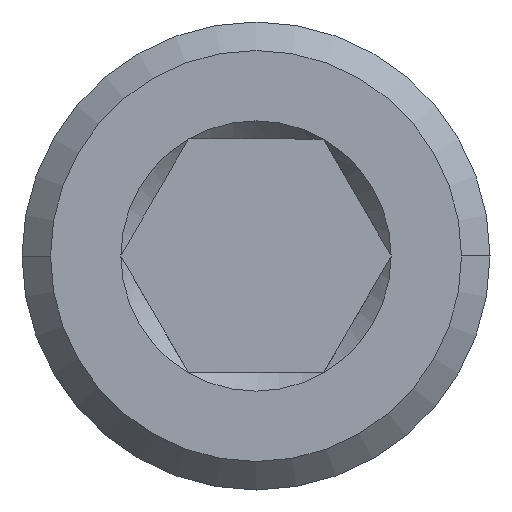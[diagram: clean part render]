
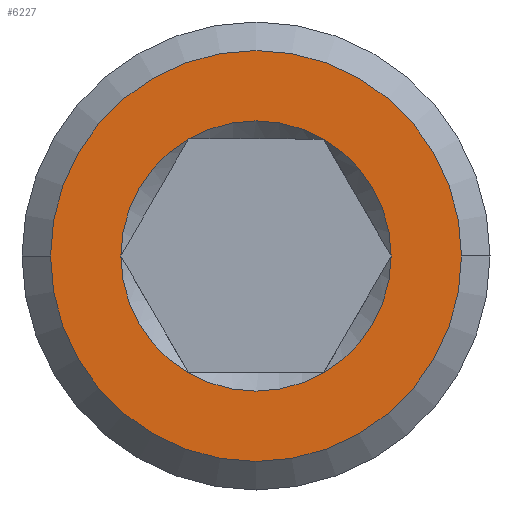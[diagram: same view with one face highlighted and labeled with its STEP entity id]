
A CAD part, left-side view. The second image highlights one B-rep face of the part: STEP entity #6227.
In plain terms, the highlighted planar face has unit normal (-1, 0, 0).
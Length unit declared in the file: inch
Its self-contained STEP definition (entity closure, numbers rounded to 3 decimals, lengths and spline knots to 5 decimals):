
#54 = CARTESIAN_POINT ( 'NONE',  ( -0.94, 0., 0. ) ) ;
#166 = FACE_OUTER_BOUND ( 'NONE', #7443, .T. ) ;
#189 = FACE_BOUND ( 'NONE', #7319, .T. ) ;
#194 = AXIS2_PLACEMENT_3D ( 'NONE', #6779, #6758, #6757 ) ;
#196 = AXIS2_PLACEMENT_3D ( 'NONE', #6666, #6620, #6619 ) ;
#197 = AXIS2_PLACEMENT_3D ( 'NONE', #6627, #6614, #6613 ) ;
#247 = AXIS2_PLACEMENT_3D ( 'NONE', #3659, #3747, #3580 ) ;
#447 = CARTESIAN_POINT ( 'NONE',  ( -0.94, 0.04503, -0.078 ) ) ;
#469 = CARTESIAN_POINT ( 'NONE',  ( -0.94, 0.09007, 0. ) ) ;
#470 = CARTESIAN_POINT ( 'NONE',  ( -0.94, -0.04503, 0.078 ) ) ;
#471 = CARTESIAN_POINT ( 'NONE',  ( -0.94, -0.04503, -0.078 ) ) ;
#473 = CARTESIAN_POINT ( 'NONE',  ( -0.94, -0.09007, 0. ) ) ;
#938 = AXIS2_PLACEMENT_3D ( 'NONE', #6091, #6170, #6160 ) ;
#3580 = DIRECTION ( 'NONE',  ( 0., -1., 0. ) ) ;
#3658 = PLANE ( 'NONE',  #247 ) ;
#3659 = CARTESIAN_POINT ( 'NONE',  ( -0.94, 0.137, 0. ) ) ;
#3747 = DIRECTION ( 'NONE',  ( -1., 0., 0. ) ) ;
#5161 = CARTESIAN_POINT ( 'NONE',  ( -0.94, 0., 0. ) ) ;
#5167 = DIRECTION ( 'NONE',  ( 0., -1., 0. ) ) ;
#5168 = DIRECTION ( 'NONE',  ( -1., 0., 0. ) ) ;
#5196 = VERTEX_POINT ( 'NONE', #8598 ) ;
#5203 = VERTEX_POINT ( 'NONE', #8602 ) ;
#5219 = VERTEX_POINT ( 'NONE', #8585 ) ;
#5312 = VERTEX_POINT ( 'NONE', #447 ) ;
#5364 = VERTEX_POINT ( 'NONE', #473 ) ;
#5366 = VERTEX_POINT ( 'NONE', #471 ) ;
#5367 = VERTEX_POINT ( 'NONE', #470 ) ;
#5368 = VERTEX_POINT ( 'NONE', #469 ) ;
#5399 = AXIS2_PLACEMENT_3D ( 'NONE', #54, #6106, #6105 ) ;
#5459 = EDGE_CURVE ( 'NONE', #5203, #5368, #7850, .T. ) ;
#5468 = EDGE_CURVE ( 'NONE', #5312, #5366, #7841, .T. ) ;
#5576 = EDGE_CURVE ( 'NONE', #5366, #5364, #7757, .T. ) ;
#5596 = EDGE_CURVE ( 'NONE', #5368, #5312, #7754, .T. ) ;
#5597 = EDGE_CURVE ( 'NONE', #5219, #5196, #7753, .T. ) ;
#5702 = EDGE_CURVE ( 'NONE', #5196, #5219, #7832, .T. ) ;
#5725 = EDGE_CURVE ( 'NONE', #5364, #5367, #7102, .T. ) ;
#5728 = EDGE_CURVE ( 'NONE', #5367, #5203, #7104, .T. ) ;
#6091 = CARTESIAN_POINT ( 'NONE',  ( -0.94, 0., 0. ) ) ;
#6105 = DIRECTION ( 'NONE',  ( 0., -1., 0. ) ) ;
#6106 = DIRECTION ( 'NONE',  ( -1., 0., 0. ) ) ;
#6160 = DIRECTION ( 'NONE',  ( 0., -1., 0. ) ) ;
#6170 = DIRECTION ( 'NONE',  ( -1., 0., 0. ) ) ;
#6227 = ADVANCED_FACE ( 'NONE', ( #189, #166 ), #3658, .T. ) ;
#6613 = DIRECTION ( 'NONE',  ( 0., -1., 0. ) ) ;
#6614 = DIRECTION ( 'NONE',  ( -1., 0., 0. ) ) ;
#6619 = DIRECTION ( 'NONE',  ( 0., -1., 0. ) ) ;
#6620 = DIRECTION ( 'NONE',  ( -1., 0., 0. ) ) ;
#6627 = CARTESIAN_POINT ( 'NONE',  ( -0.94, 0., 0. ) ) ;
#6666 = CARTESIAN_POINT ( 'NONE',  ( -0.94, 0., 0. ) ) ;
#6757 = DIRECTION ( 'NONE',  ( 0., 1., 0. ) ) ;
#6758 = DIRECTION ( 'NONE',  ( 1., 0., 0. ) ) ;
#6779 = CARTESIAN_POINT ( 'NONE',  ( -0.94, 0., 0. ) ) ;
#7102 = CIRCLE ( 'NONE', #196, 0.09007 ) ;
#7104 = CIRCLE ( 'NONE', #197, 0.09007 ) ;
#7163 = ORIENTED_EDGE ( 'NONE', *, *, #5576, .F. ) ;
#7165 = ORIENTED_EDGE ( 'NONE', *, *, #5468, .F. ) ;
#7184 = ORIENTED_EDGE ( 'NONE', *, *, #5596, .F. ) ;
#7251 = ORIENTED_EDGE ( 'NONE', *, *, #5725, .F. ) ;
#7319 = EDGE_LOOP ( 'NONE', ( #7251, #7163, #7165, #7184, #7469, #7477 ) ) ;
#7443 = EDGE_LOOP ( 'NONE', ( #7460, #7468 ) ) ;
#7460 = ORIENTED_EDGE ( 'NONE', *, *, #5702, .F. ) ;
#7468 = ORIENTED_EDGE ( 'NONE', *, *, #5597, .F. ) ;
#7469 = ORIENTED_EDGE ( 'NONE', *, *, #5459, .F. ) ;
#7477 = ORIENTED_EDGE ( 'NONE', *, *, #5728, .F. ) ;
#7742 = AXIS2_PLACEMENT_3D ( 'NONE', #8077, #8248, #8260 ) ;
#7744 = AXIS2_PLACEMENT_3D ( 'NONE', #8215, #8213, #8228 ) ;
#7745 = AXIS2_PLACEMENT_3D ( 'NONE', #5161, #5168, #5167 ) ;
#7753 = CIRCLE ( 'NONE', #7742, 0.137 ) ;
#7754 = CIRCLE ( 'NONE', #7744, 0.09007 ) ;
#7757 = CIRCLE ( 'NONE', #7745, 0.09007 ) ;
#7832 = CIRCLE ( 'NONE', #194, 0.137 ) ;
#7841 = CIRCLE ( 'NONE', #938, 0.09007 ) ;
#7850 = CIRCLE ( 'NONE', #5399, 0.09007 ) ;
#8077 = CARTESIAN_POINT ( 'NONE',  ( -0.94, 0., 0. ) ) ;
#8213 = DIRECTION ( 'NONE',  ( -1., 0., 0. ) ) ;
#8215 = CARTESIAN_POINT ( 'NONE',  ( -0.94, 0., 0. ) ) ;
#8228 = DIRECTION ( 'NONE',  ( 0., -1., 0. ) ) ;
#8248 = DIRECTION ( 'NONE',  ( 1., 0., 0. ) ) ;
#8260 = DIRECTION ( 'NONE',  ( 0., 1., 0. ) ) ;
#8585 = CARTESIAN_POINT ( 'NONE',  ( -0.94, -0.137, 0. ) ) ;
#8598 = CARTESIAN_POINT ( 'NONE',  ( -0.94, 0.137, 0. ) ) ;
#8602 = CARTESIAN_POINT ( 'NONE',  ( -0.94, 0.04503, 0.078 ) ) ;
